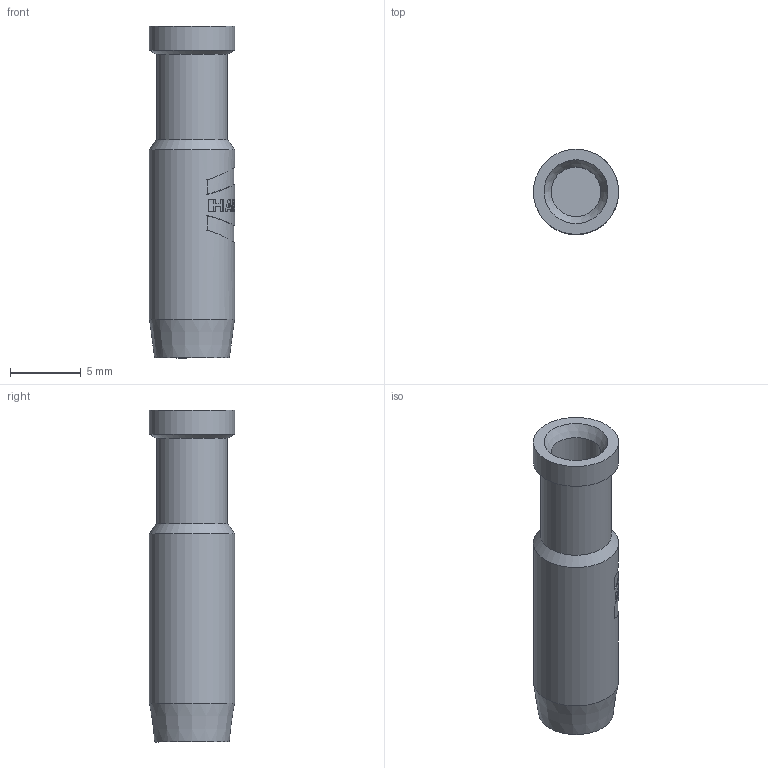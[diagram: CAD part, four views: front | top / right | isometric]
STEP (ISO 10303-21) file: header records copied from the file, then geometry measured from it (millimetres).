
FILE_DESCRIPTION(/* description */ (''),/* implementation_level */ '2;1');
FILE_NAME(/* name */ '100095370ugm000_b.stp',/* time_stamp */ '2017-10-24T07:32:47+02:00',/* author */ (''),/* organization */ (''),/* preprocessor_version */ 'ST-DEVELOPER v16',/* originating_system */ 'SIEMENS PLM Software NX 10.0',/* authorisation */ '');
FILE_SCHEMA (('AUTOMOTIVE_DESIGN { 1 0 10303 214 3 1 1 1 }'));
Length unit declared in the file: millimetre
Products named in the file (1): 100095370ugm000_b
Bounding box: 6 x 6 x 23.39 mm (x, y, z)
Volume: 358.2 mm3; surface area: 719.3 mm2
Topology: 1 solids, 1 shells, 116 faces, 295 edges, 196 vertices
Faces by surface type: plane 77, cylinder 30, cone 6, extrusion 2, bspline 1
Full cylindrical faces by diameter (mm): 0.605 x1, 0.715 x1, 3.5 x1, 4.2 x1, 5 x1, 6 x2
Entity records: 4711 total; most frequent: CARTESIAN_POINT 1249, DIRECTION 579, ORIENTED_EDGE 540, EDGE_CURVE 270, AXIS2_PLACEMENT_3D 218, VERTEX_POINT 186, EDGE_LOOP 146, VECTOR 143
